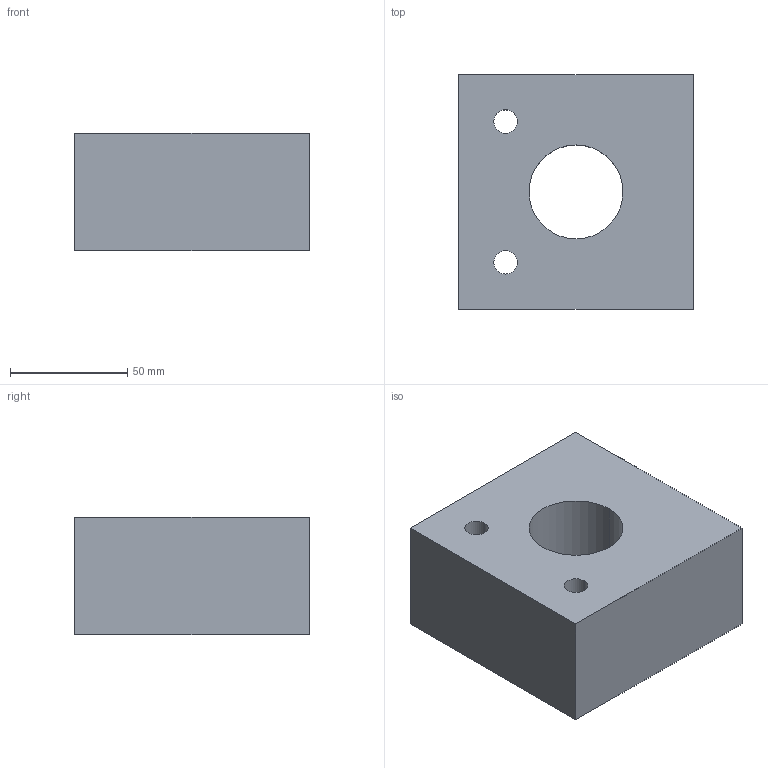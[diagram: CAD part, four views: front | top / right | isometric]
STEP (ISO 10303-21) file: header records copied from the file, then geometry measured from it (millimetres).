
FILE_DESCRIPTION(/* description */ ('STEP AP203'),/* implementation_level */ '2;1');
FILE_NAME(/* name */ 'Part01_ap203.STEP',/* time_stamp */ '2018-10-02T22:04:42',/* author */ (''),/* organization */ (''),/* preprocessor_version */ 'SwSTEP 2.0',/* originating_system */ 'SolidWorks 2018',/* authorization */ '');
FILE_SCHEMA(('CONFIG_CONTROL_DESIGN'));
Products named in the file (1): Part01_ap203
Bounding box: 100 x 100 x 50 mm (x, y, z)
Volume: 429314.2 mm3; surface area: 46597.3 mm2
Topology: 1 solids, 1 shells, 12 faces, 30 edges, 20 vertices
Faces by surface type: cylinder 6, plane 6
Entity records: 459 total; most frequent: DIRECTION 68, CARTESIAN_POINT 63, ORIENTED_EDGE 60, EDGE_CURVE 30, AXIS2_PLACEMENT_3D 25, VERTEX_POINT 20, LINE 18, EDGE_LOOP 18
